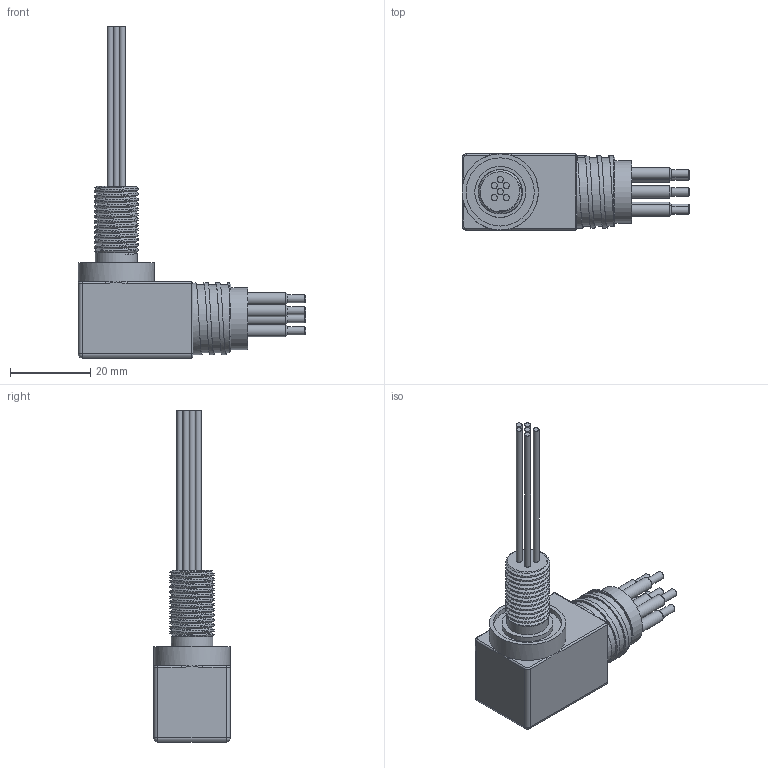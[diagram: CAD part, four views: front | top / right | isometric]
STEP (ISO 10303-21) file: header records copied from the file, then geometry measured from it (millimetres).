
FILE_DESCRIPTION(/* description */ (''),/* implementation_level */ '2;1');
FILE_NAME(/* name */ 'MCBHRA6M.stp',/* time_stamp */ '2014-11-25T15:35:59+01:00',/* author */ ('sh'),/* organization */ (''),/* preprocessor_version */ 'ST-DEVELOPER v15.2',/* originating_system */ 'Autodesk Inventor 2014',/* authorisation */ '');
FILE_SCHEMA (('AUTOMOTIVE_DESIGN { 1 0 10303 214 3 1 1 }'));
Length unit declared in the file: millimetre
Products named in the file (1): MCBHRA6M
Bounding box: 56.8 x 19 x 82.8 mm (x, y, z)
Volume: 17149.9 mm3; surface area: 6896.7 mm2
Topology: 1 solids, 1 shells, 223 faces, 551 edges, 344 vertices
Faces by surface type: plane 85, bspline 73, cylinder 41, cone 16, sphere 4, torus 4
Full cylindrical faces by diameter (mm): 1.5 x6, 2 x6, 3 x6, 10.423 x1, 12.7 x1, 15.5 x1, 17 x1, 19 x1
Entity records: 9782 total; most frequent: CARTESIAN_POINT 4852, ORIENTED_EDGE 1008, DIRECTION 760, EDGE_CURVE 504, VERTEX_POINT 342, EDGE_LOOP 282, AXIS2_PLACEMENT_3D 255, LINE 250
